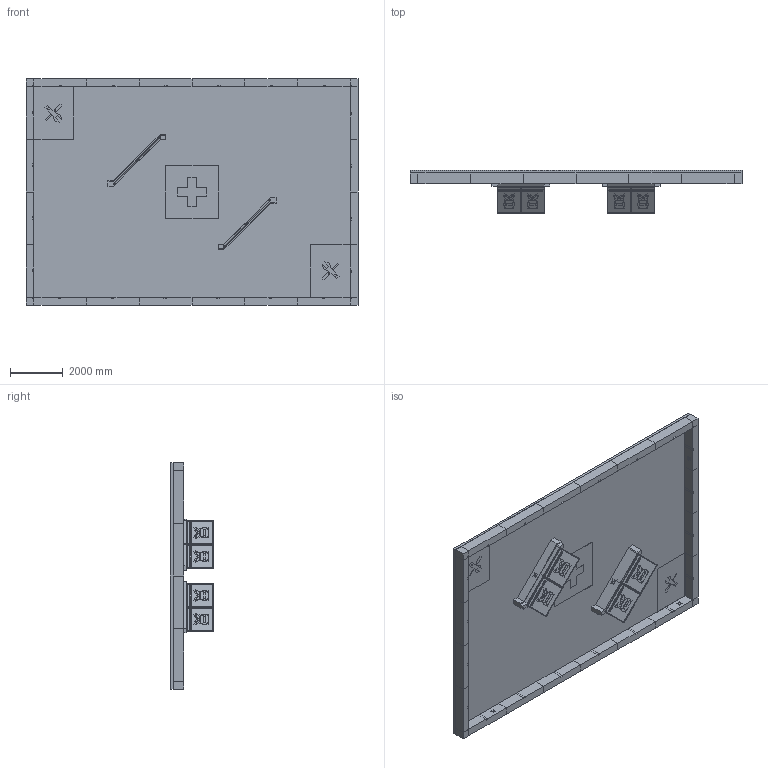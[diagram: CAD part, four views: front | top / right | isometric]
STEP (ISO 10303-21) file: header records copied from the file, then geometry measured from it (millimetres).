
FILE_DESCRIPTION((''),'2;1');
FILE_NAME('00-2025RMUL0001_ASM','2025-01-22T17:02:49',('stoney.shao'),(''),'CREO PARAMETRIC BY PTC INC, 2019164','CREO PARAMETRIC BY PTC INC, 2019164','');
FILE_SCHEMA(('CONFIG_CONTROL_DESIGN'));
Length unit declared in the file: millimetre
Products named in the file (23): C0001_STP; 22-2M0001_STP; B0001_STP; D0001_STP; 22-0002_STP; 22-0001_STP; 10001_ASM; HUIXUEDIAN_BLUE_ASM_STP_ASM; BUFFDIJIAO_STP; BUFF_ASM_STP_ASM; HUIXUEDIANDIJIAO_RED_STP; HUIXUEDIAN_RED_ASM_STP_ASM; 00-0001_ASM; 22-0011_STP; 22--0007_STP; 22--0004_STP; 22--0008_STP; 22-0012_ASM_STP_ASM; E0001_STP; A0_STP; 22--0009_STP; 22-0010_ASM_STP_ASM; 00-2025RMUL0001_ASM
Assembly tree (53 placements, depth 4):
  00-2025RMUL0001_ASM
    00-0001_ASM
      C0001_STP  x2
      22-2M0001_STP  x20
      B0001_STP  x2
      D0001_STP  x2
      22-0002_STP  x4
      10001_ASM
        22-0001_STP
      HUIXUEDIAN_BLUE_ASM_STP_ASM
      BUFF_ASM_STP_ASM
        BUFFDIJIAO_STP
      HUIXUEDIAN_RED_ASM_STP_ASM
        HUIXUEDIANDIJIAO_RED_STP
    22-0010_ASM_STP_ASM  x2
      22-0011_STP
      22-0012_ASM_STP_ASM
        22--0007_STP  x2
        22--0004_STP  x2
        22--0008_STP
      E0001_STP
      A0_STP
      22--0009_STP
    HUIXUEDIANDIJIAO_RED_STP
Bounding box: 12600 x 1632.5 x 8600 mm (x, y, z)
Volume: 16207217161.2 mm3; surface area: 333879836.2 mm2
Topology: 60 solids, 68 shells, 2963 faces, 7878 edges, 5212 vertices
Faces by surface type: plane 2207, extrusion 520, cylinder 204, torus 16, bspline 16
Entity records: 26544 total; most frequent: CARTESIAN_POINT 6983, ORIENTED_EDGE 4050, DIRECTION 3535, EDGE_CURVE 2038, VECTOR 1813, LINE 1683, VERTEX_POINT 1347, AXIS2_PLACEMENT_3D 861
